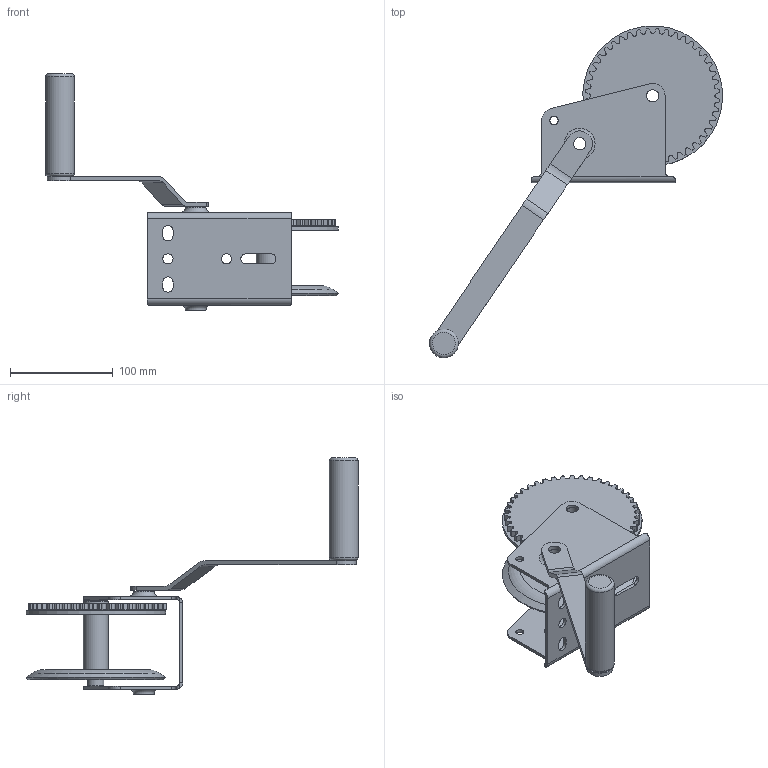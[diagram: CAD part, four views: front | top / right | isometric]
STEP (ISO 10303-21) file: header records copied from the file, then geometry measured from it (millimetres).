
FILE_DESCRIPTION(/* description */ ('Käsivints 400-800kg'),/* implementation_level */ '2;1');
FILE_NAME(/* name */ 'Vints.stp',/* time_stamp */ '2019-08-02T16:13:19+07:00',/* author */ ('BARLY'),/* organization */ (''),/* preprocessor_version */ 'ST-DEVELOPER v18',/* originating_system */ 'Autodesk Inventor 2020',/* authorisation */ '');
FILE_SCHEMA (('AUTOMOTIVE_DESIGN { 1 0 10303 214 3 1 1 }'));
Length unit declared in the file: millimetre
Products named in the file (1): Vints
Bounding box: 284.83 x 322.87 x 230 mm (x, y, z)
Volume: 371753 mm3; surface area: 197047.7 mm2
Topology: 6 solids, 6 shells, 356 faces, 1023 edges, 689 vertices
Faces by surface type: plane 172, cylinder 166, cone 10, torus 8
Full cylindrical faces by diameter (mm): 8 x2, 10 x2, 12 x5, 14 x2, 16 x3, 24 x2, 24.15 x1, 28 x1, 35.946 x1, 136 x1
Entity records: 12034 total; most frequent: CARTESIAN_POINT 2165, DIRECTION 2134, ORIENTED_EDGE 2046, EDGE_CURVE 1023, AXIS2_PLACEMENT_3D 762, VERTEX_POINT 689, LINE 610, VECTOR 610
